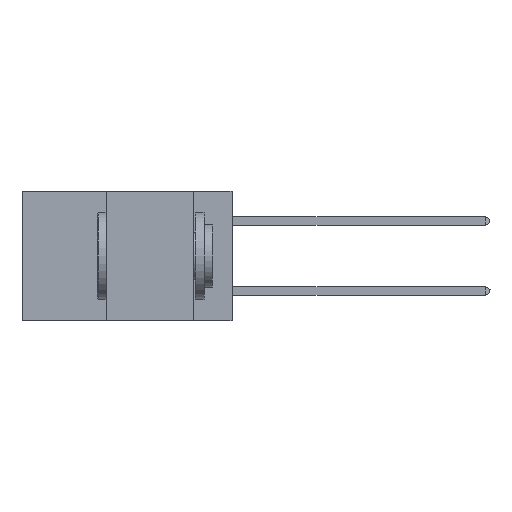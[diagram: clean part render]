
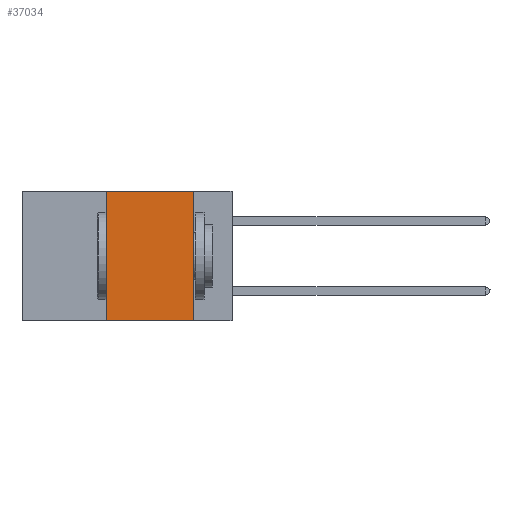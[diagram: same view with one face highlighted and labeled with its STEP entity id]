
A CAD part, left-side view. The second image highlights one B-rep face of the part: STEP entity #37034.
In plain terms, the highlighted planar face has unit normal (-1, 0, 0).
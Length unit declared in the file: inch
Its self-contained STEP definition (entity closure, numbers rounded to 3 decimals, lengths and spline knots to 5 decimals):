
#1908 = CARTESIAN_POINT ( 'NONE',  ( 0., 0.6, 0. ) ) ;
#2171 = DIRECTION ( 'NONE',  ( 1., 0., 0. ) ) ;
#2373 = CARTESIAN_POINT ( 'NONE',  ( 0., 0.6, -0.37 ) ) ;
#4954 = VERTEX_POINT ( 'NONE', #17139 ) ;
#6301 = DIRECTION ( 'NONE',  ( 0., -1., 0. ) ) ;
#6983 = CARTESIAN_POINT ( 'NONE',  ( 0., 0.36, -0.37 ) ) ;
#7665 = AXIS2_PLACEMENT_3D ( 'NONE', #1908, #2171, #10435 ) ;
#8470 = DIRECTION ( 'NONE',  ( 0., -1., 0. ) ) ;
#10435 = DIRECTION ( 'NONE',  ( 0., 0., -1. ) ) ;
#10702 = CARTESIAN_POINT ( 'NONE',  ( 0., 0.36, 0. ) ) ;
#11858 = VERTEX_POINT ( 'NONE', #6983 ) ;
#12294 = VERTEX_POINT ( 'NONE', #10702 ) ;
#13681 = EDGE_CURVE ( 'NONE', #11858, #4954, #29207, .T. ) ;
#13993 = EDGE_CURVE ( 'NONE', #11858, #12294, #17739, .T. ) ;
#14340 = DIRECTION ( 'NONE',  ( 0., 0., -1. ) ) ;
#14885 = VERTEX_POINT ( 'NONE', #19000 ) ;
#17139 = CARTESIAN_POINT ( 'NONE',  ( 0., 0.11, -0.37 ) ) ;
#17434 = ORIENTED_EDGE ( 'NONE', *, *, #24722, .F. ) ;
#17577 = ORIENTED_EDGE ( 'NONE', *, *, #13993, .F. ) ;
#17739 = LINE ( 'NONE', #27365, #32340 ) ;
#18798 = VECTOR ( 'NONE', #14340, 39.37008 ) ;
#19000 = CARTESIAN_POINT ( 'NONE',  ( 0., 0.11, 0. ) ) ;
#21205 = CARTESIAN_POINT ( 'NONE',  ( 0., 0.6, 0. ) ) ;
#21437 = VECTOR ( 'NONE', #8470, 39.37008 ) ;
#22530 = ORIENTED_EDGE ( 'NONE', *, *, #13681, .T. ) ;
#23257 = CARTESIAN_POINT ( 'NONE',  ( 0., 0.11, 0. ) ) ;
#24722 = EDGE_CURVE ( 'NONE', #12294, #14885, #27856, .T. ) ;
#27365 = CARTESIAN_POINT ( 'NONE',  ( 0., 0.36, 0. ) ) ;
#27628 = ORIENTED_EDGE ( 'NONE', *, *, #31593, .F. ) ;
#27856 = LINE ( 'NONE', #21205, #36520 ) ;
#29207 = LINE ( 'NONE', #2373, #21437 ) ;
#29563 = EDGE_LOOP ( 'NONE', ( #27628, #17434, #17577, #22530 ) ) ;
#31194 = FACE_OUTER_BOUND ( 'NONE', #29563, .T. ) ;
#31593 = EDGE_CURVE ( 'NONE', #14885, #4954, #32901, .T. ) ;
#32340 = VECTOR ( 'NONE', #36159, 39.37008 ) ;
#32901 = LINE ( 'NONE', #23257, #18798 ) ;
#33877 = PLANE ( 'NONE',  #7665 ) ;
#36159 = DIRECTION ( 'NONE',  ( 0., 0., 1. ) ) ;
#36520 = VECTOR ( 'NONE', #6301, 39.37008 ) ;
#37034 = ADVANCED_FACE ( 'NONE', ( #31194 ), #33877, .F. ) ;
